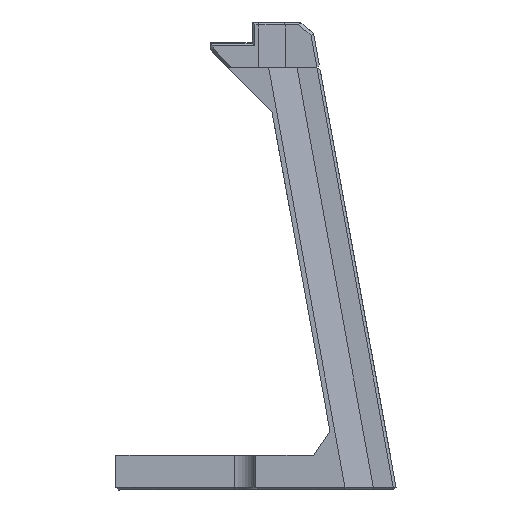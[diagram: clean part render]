
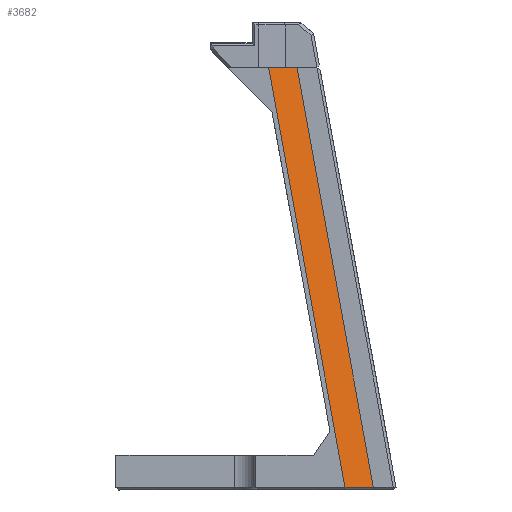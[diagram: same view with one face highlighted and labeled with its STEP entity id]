
A CAD part, left-side view. The second image highlights one B-rep face of the part: STEP entity #3682.
In plain terms, the highlighted planar face has unit normal (-0.707, -0.696, 0.127).
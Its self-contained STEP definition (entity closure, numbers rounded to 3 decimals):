
#125=PLANE('',#4001);
#329=FACE_OUTER_BOUND('',#559,.T.);
#559=EDGE_LOOP('',(#2753,#2754,#2755,#2756,#2757,#2758));
#817=LINE('',#5492,#1250);
#838=LINE('',#5537,#1271);
#846=LINE('',#5552,#1279);
#850=LINE('',#5560,#1283);
#856=LINE('',#5569,#1289);
#857=LINE('',#5573,#1290);
#1250=VECTOR('',#4399,10.);
#1271=VECTOR('',#4440,10.);
#1279=VECTOR('',#4450,10.);
#1283=VECTOR('',#4456,10.);
#1289=VECTOR('',#4468,1000.);
#1290=VECTOR('',#4475,1000.);
#1768=VERTEX_POINT('',#5489);
#1769=VERTEX_POINT('',#5491);
#1782=VERTEX_POINT('',#5535);
#1783=VERTEX_POINT('',#5536);
#1789=VERTEX_POINT('',#5550);
#1790=VERTEX_POINT('',#5554);
#2112=EDGE_CURVE('',#1769,#1768,#817,.F.);
#2134=EDGE_CURVE('',#1782,#1783,#838,.T.);
#2142=EDGE_CURVE('',#1789,#1782,#846,.T.);
#2146=EDGE_CURVE('',#1783,#1790,#850,.T.);
#2152=EDGE_CURVE('',#1789,#1769,#856,.T.);
#2153=EDGE_CURVE('',#1790,#1768,#857,.T.);
#2753=ORIENTED_EDGE('',*,*,#2134,.F.);
#2754=ORIENTED_EDGE('',*,*,#2142,.F.);
#2755=ORIENTED_EDGE('',*,*,#2152,.T.);
#2756=ORIENTED_EDGE('',*,*,#2112,.T.);
#2757=ORIENTED_EDGE('',*,*,#2153,.F.);
#2758=ORIENTED_EDGE('',*,*,#2146,.F.);
#3682=ADVANCED_FACE('',(#329),#125,.T.);
#4001=AXIS2_PLACEMENT_3D('',#5572,#4473,#4474);
#4399=DIRECTION('',(0.701,-0.713,0.));
#4440=DIRECTION('',(-0.701,0.713,0.));
#4450=DIRECTION('',(0.54,-0.646,-0.54));
#4456=DIRECTION('',(-0.54,0.646,0.54));
#4468=DIRECTION('',(0.,0.179,0.984));
#4473=DIRECTION('center_axis',(-0.707,-0.696,0.126));
#4474=DIRECTION('ref_axis',(0.,0.179,0.984));
#4475=DIRECTION('',(0.,0.179,0.984));
#5489=CARTESIAN_POINT('',(-236.595,-232.001,65.587));
#5491=CARTESIAN_POINT('',(-232.595,-236.067,65.587));
#5492=CARTESIAN_POINT('',(-218.774,-250.115,65.587));
#5535=CARTESIAN_POINT('',(-232.592,-246.998,5.484));
#5536=CARTESIAN_POINT('',(-236.592,-242.932,5.484));
#5537=CARTESIAN_POINT('',(-245.429,-233.95,5.484));
#5550=CARTESIAN_POINT('',(-232.595,-246.994,5.487));
#5552=CARTESIAN_POINT('',(-259.113,-215.22,32.005));
#5554=CARTESIAN_POINT('',(-236.595,-242.929,5.487));
#5560=CARTESIAN_POINT('',(-280.382,-190.463,49.273));
#5569=CARTESIAN_POINT('',(-232.595,-247.067,5.087));
#5572=CARTESIAN_POINT('Origin',(-236.595,-236.91,38.591));
#5573=CARTESIAN_POINT('',(-236.595,-236.91,38.591));
